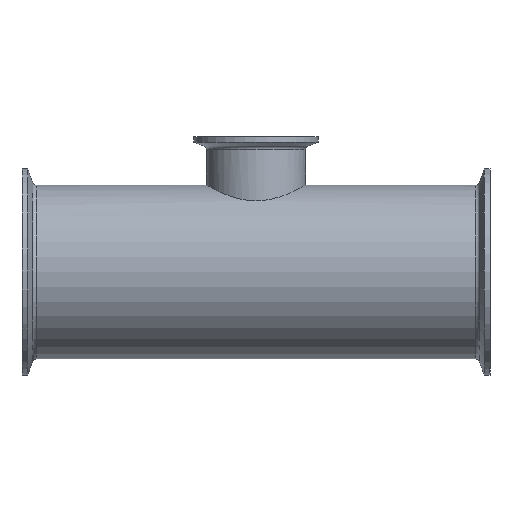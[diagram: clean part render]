
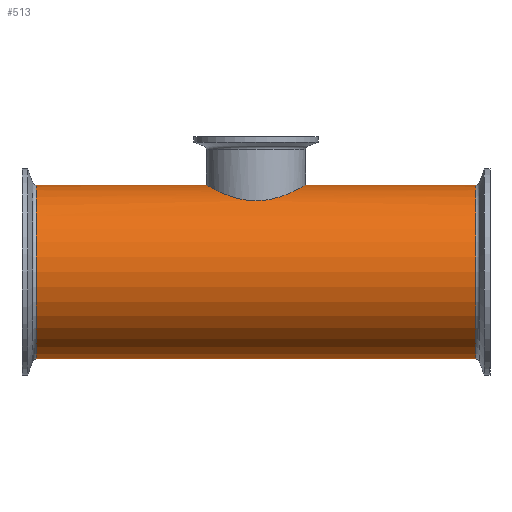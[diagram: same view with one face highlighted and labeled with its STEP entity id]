
A CAD part, front view. The second image highlights one B-rep face of the part: STEP entity #513.
In plain terms, the highlighted cylindrical face has radius 44.55 mm (diameter 89.1 mm), a full revolution.
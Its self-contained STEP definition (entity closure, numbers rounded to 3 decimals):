
#21=FACE_BOUND('',#118,.T.);
#29=B_SPLINE_CURVE_WITH_KNOTS('',3,(#882,#883,#884,#885,#886,#887,#888,
#889,#890,#891,#892,#893,#894,#895,#896,#897,#898,#899),.UNSPECIFIED.,.F.,
 .F.,(4,2,2,2,2,2,2,2,4),(0.,0.493,0.986,1.479,
1.972,2.462,2.953,3.443,3.934),
 .UNSPECIFIED.);
#30=B_SPLINE_CURVE_WITH_KNOTS('',3,(#900,#901,#902,#903,#904,#905,#906,
#907,#908,#909,#910,#911,#912,#913,#914,#915,#916,#917,#918,#919,#920,#921,
#922,#923,#924,#925,#926,#927,#928,#929,#930,#931,#932,#933,#934,#935,#936,
#937,#938,#939,#940,#941,#942,#943,#944,#945,#946,#947,#948,#949),
 .UNSPECIFIED.,.F.,.F.,(4,2,2,2,2,2,2,2,2,2,2,2,2,2,2,2,2,2,2,2,2,2,2,2,
4),(3.934,4.424,4.915,5.405,
5.896,6.389,6.882,7.375,7.868,
8.361,8.854,9.347,9.84,10.33,
10.821,11.311,11.802,12.292,12.783,
13.273,13.764,14.257,14.75,15.243,
15.736),.UNSPECIFIED.);
#33=CYLINDRICAL_SURFACE('',#573,44.55);
#41=LINE('',#879,#57);
#57=VECTOR('',#682,44.55);
#83=FACE_OUTER_BOUND('',#117,.T.);
#117=EDGE_LOOP('',(#354,#355,#356,#357,#358,#359));
#118=EDGE_LOOP('',(#360,#361));
#160=CIRCLE('',#569,44.55);
#161=CIRCLE('',#570,44.55);
#163=CIRCLE('',#574,44.55);
#164=CIRCLE('',#575,44.55);
#217=VERTEX_POINT('',#865);
#218=VERTEX_POINT('',#867);
#220=VERTEX_POINT('',#875);
#221=VERTEX_POINT('',#876);
#222=VERTEX_POINT('',#880);
#223=VERTEX_POINT('',#881);
#268=EDGE_CURVE('',#217,#218,#160,.T.);
#269=EDGE_CURVE('',#218,#217,#161,.T.);
#272=EDGE_CURVE('',#220,#221,#163,.T.);
#273=EDGE_CURVE('',#221,#220,#164,.T.);
#274=EDGE_CURVE('',#221,#218,#41,.T.);
#275=EDGE_CURVE('',#222,#223,#29,.T.);
#276=EDGE_CURVE('',#223,#222,#30,.T.);
#354=ORIENTED_EDGE('',*,*,#272,.F.);
#355=ORIENTED_EDGE('',*,*,#273,.F.);
#356=ORIENTED_EDGE('',*,*,#274,.T.);
#357=ORIENTED_EDGE('',*,*,#268,.F.);
#358=ORIENTED_EDGE('',*,*,#269,.F.);
#359=ORIENTED_EDGE('',*,*,#274,.F.);
#360=ORIENTED_EDGE('',*,*,#275,.T.);
#361=ORIENTED_EDGE('',*,*,#276,.T.);
#513=ADVANCED_FACE('',(#83,#21),#33,.T.);
#569=AXIS2_PLACEMENT_3D('',#868,#667,#668);
#570=AXIS2_PLACEMENT_3D('',#869,#669,#670);
#573=AXIS2_PLACEMENT_3D('',#874,#676,#677);
#574=AXIS2_PLACEMENT_3D('',#877,#678,#679);
#575=AXIS2_PLACEMENT_3D('',#878,#680,#681);
#667=DIRECTION('center_axis',(-1.,0.,0.));
#668=DIRECTION('ref_axis',(0.,0.,-1.));
#669=DIRECTION('center_axis',(-1.,0.,0.));
#670=DIRECTION('ref_axis',(0.,0.,-1.));
#676=DIRECTION('center_axis',(1.,0.,0.));
#677=DIRECTION('ref_axis',(0.,1.,0.));
#678=DIRECTION('center_axis',(1.,0.,0.));
#679=DIRECTION('ref_axis',(0.,0.,-1.));
#680=DIRECTION('center_axis',(1.,0.,0.));
#681=DIRECTION('ref_axis',(0.,0.,-1.));
#682=DIRECTION('',(-1.,0.,0.));
#865=CARTESIAN_POINT('',(-112.674,0.,44.55));
#867=CARTESIAN_POINT('',(-112.674,-44.55,0.));
#868=CARTESIAN_POINT('Origin',(-112.674,0.,0.));
#869=CARTESIAN_POINT('Origin',(-112.674,0.,0.));
#874=CARTESIAN_POINT('Origin',(0.,0.,0.));
#875=CARTESIAN_POINT('',(112.674,0.,-44.55));
#876=CARTESIAN_POINT('',(112.674,-44.55,0.));
#877=CARTESIAN_POINT('Origin',(112.674,0.,0.));
#878=CARTESIAN_POINT('Origin',(112.674,0.,0.));
#879=CARTESIAN_POINT('',(0.,-44.55,0.));
#880=CARTESIAN_POINT('',(0.,-25.4,36.6));
#881=CARTESIAN_POINT('',(-25.4,0.,44.55));
#882=CARTESIAN_POINT('Ctrl Pts',(0.,-25.4,36.6));
#883=CARTESIAN_POINT('Ctrl Pts',(-1.643,-25.4,36.6));
#884=CARTESIAN_POINT('Ctrl Pts',(-3.325,-25.238,36.714));
#885=CARTESIAN_POINT('Ctrl Pts',(-6.639,-24.575,37.161));
#886=CARTESIAN_POINT('Ctrl Pts',(-8.272,-24.074,37.493));
#887=CARTESIAN_POINT('Ctrl Pts',(-11.383,-22.769,38.3));
#888=CARTESIAN_POINT('Ctrl Pts',(-12.865,-21.963,38.774));
#889=CARTESIAN_POINT('Ctrl Pts',(-15.599,-20.114,39.765));
#890=CARTESIAN_POINT('Ctrl Pts',(-16.851,-19.07,40.28));
#891=CARTESIAN_POINT('Ctrl Pts',(-19.064,-16.857,41.255));
#892=CARTESIAN_POINT('Ctrl Pts',(-20.107,-15.607,41.752));
#893=CARTESIAN_POINT('Ctrl Pts',(-21.959,-12.872,42.674));
#894=CARTESIAN_POINT('Ctrl Pts',(-22.767,-11.387,43.1));
#895=CARTESIAN_POINT('Ctrl Pts',(-24.076,-8.268,43.805));
#896=CARTESIAN_POINT('Ctrl Pts',(-24.578,-6.63,44.085));
#897=CARTESIAN_POINT('Ctrl Pts',(-25.24,-3.314,44.458));
#898=CARTESIAN_POINT('Ctrl Pts',(-25.4,-1.635,44.55));
#899=CARTESIAN_POINT('Ctrl Pts',(-25.4,0.,44.55));
#900=CARTESIAN_POINT('Ctrl Pts',(-25.4,0.,44.55));
#901=CARTESIAN_POINT('Ctrl Pts',(-25.4,1.635,44.55));
#902=CARTESIAN_POINT('Ctrl Pts',(-25.24,3.314,44.458));
#903=CARTESIAN_POINT('Ctrl Pts',(-24.578,6.63,44.085));
#904=CARTESIAN_POINT('Ctrl Pts',(-24.076,8.268,43.805));
#905=CARTESIAN_POINT('Ctrl Pts',(-22.767,11.387,43.1));
#906=CARTESIAN_POINT('Ctrl Pts',(-21.959,12.872,42.674));
#907=CARTESIAN_POINT('Ctrl Pts',(-20.107,15.607,41.752));
#908=CARTESIAN_POINT('Ctrl Pts',(-19.064,16.857,41.255));
#909=CARTESIAN_POINT('Ctrl Pts',(-16.851,19.07,40.28));
#910=CARTESIAN_POINT('Ctrl Pts',(-15.599,20.114,39.765));
#911=CARTESIAN_POINT('Ctrl Pts',(-12.865,21.963,38.774));
#912=CARTESIAN_POINT('Ctrl Pts',(-11.383,22.769,38.3));
#913=CARTESIAN_POINT('Ctrl Pts',(-8.272,24.074,37.493));
#914=CARTESIAN_POINT('Ctrl Pts',(-6.639,24.575,37.161));
#915=CARTESIAN_POINT('Ctrl Pts',(-3.325,25.238,36.714));
#916=CARTESIAN_POINT('Ctrl Pts',(-1.643,25.4,36.6));
#917=CARTESIAN_POINT('Ctrl Pts',(1.643,25.4,36.6));
#918=CARTESIAN_POINT('Ctrl Pts',(3.325,25.238,36.714));
#919=CARTESIAN_POINT('Ctrl Pts',(6.639,24.575,37.161));
#920=CARTESIAN_POINT('Ctrl Pts',(8.272,24.074,37.493));
#921=CARTESIAN_POINT('Ctrl Pts',(11.383,22.769,38.3));
#922=CARTESIAN_POINT('Ctrl Pts',(12.865,21.963,38.774));
#923=CARTESIAN_POINT('Ctrl Pts',(15.599,20.114,39.765));
#924=CARTESIAN_POINT('Ctrl Pts',(16.851,19.07,40.28));
#925=CARTESIAN_POINT('Ctrl Pts',(19.064,16.857,41.255));
#926=CARTESIAN_POINT('Ctrl Pts',(20.107,15.607,41.752));
#927=CARTESIAN_POINT('Ctrl Pts',(21.959,12.872,42.674));
#928=CARTESIAN_POINT('Ctrl Pts',(22.767,11.387,43.1));
#929=CARTESIAN_POINT('Ctrl Pts',(24.076,8.268,43.805));
#930=CARTESIAN_POINT('Ctrl Pts',(24.578,6.63,44.085));
#931=CARTESIAN_POINT('Ctrl Pts',(25.24,3.314,44.458));
#932=CARTESIAN_POINT('Ctrl Pts',(25.4,1.635,44.55));
#933=CARTESIAN_POINT('Ctrl Pts',(25.4,-1.635,44.55));
#934=CARTESIAN_POINT('Ctrl Pts',(25.24,-3.314,44.458));
#935=CARTESIAN_POINT('Ctrl Pts',(24.578,-6.63,44.085));
#936=CARTESIAN_POINT('Ctrl Pts',(24.076,-8.268,43.805));
#937=CARTESIAN_POINT('Ctrl Pts',(22.767,-11.387,43.1));
#938=CARTESIAN_POINT('Ctrl Pts',(21.959,-12.872,42.674));
#939=CARTESIAN_POINT('Ctrl Pts',(20.107,-15.607,41.752));
#940=CARTESIAN_POINT('Ctrl Pts',(19.064,-16.857,41.255));
#941=CARTESIAN_POINT('Ctrl Pts',(16.851,-19.07,40.28));
#942=CARTESIAN_POINT('Ctrl Pts',(15.599,-20.114,39.765));
#943=CARTESIAN_POINT('Ctrl Pts',(12.865,-21.963,38.774));
#944=CARTESIAN_POINT('Ctrl Pts',(11.383,-22.769,38.3));
#945=CARTESIAN_POINT('Ctrl Pts',(8.272,-24.074,37.493));
#946=CARTESIAN_POINT('Ctrl Pts',(6.639,-24.575,37.161));
#947=CARTESIAN_POINT('Ctrl Pts',(3.325,-25.238,36.714));
#948=CARTESIAN_POINT('Ctrl Pts',(1.643,-25.4,36.6));
#949=CARTESIAN_POINT('Ctrl Pts',(0.,-25.4,36.6));
